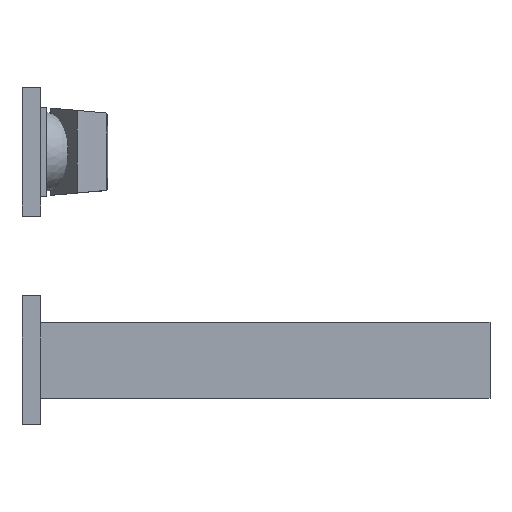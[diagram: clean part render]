
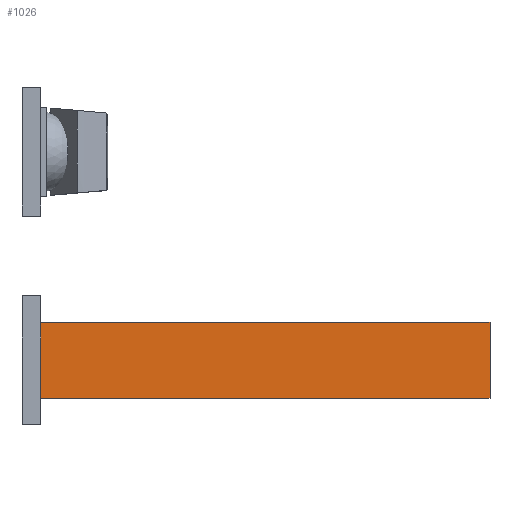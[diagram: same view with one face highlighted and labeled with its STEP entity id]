
A CAD part, top view. The second image highlights one B-rep face of the part: STEP entity #1026.
In plain terms, the highlighted planar face has unit normal (0, 0, 1).
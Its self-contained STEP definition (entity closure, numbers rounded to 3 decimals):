
#211=ORIENTED_EDGE('',*,*,#474,.T.);
#212=ORIENTED_EDGE('',*,*,#467,.T.);
#213=ORIENTED_EDGE('',*,*,#471,.T.);
#214=ORIENTED_EDGE('',*,*,#475,.T.);
#467=EDGE_CURVE('',#612,#613,#719,.T.);
#471=EDGE_CURVE('',#613,#616,#723,.T.);
#474=EDGE_CURVE('',#618,#612,#726,.T.);
#475=EDGE_CURVE('',#616,#618,#727,.T.);
#612=VERTEX_POINT('',#1517);
#613=VERTEX_POINT('',#1518);
#616=VERTEX_POINT('',#1526);
#618=VERTEX_POINT('',#1532);
#719=LINE('',#1516,#793);
#723=LINE('',#1525,#797);
#726=LINE('',#1531,#800);
#727=LINE('',#1533,#801);
#793=VECTOR('',#1271,1000.);
#797=VECTOR('',#1277,1000.);
#800=VECTOR('',#1282,1000.);
#801=VECTOR('',#1283,1000.);
#857=EDGE_LOOP('',(#211,#212,#213,#214));
#926=FACE_BOUND('',#857,.T.);
#995=PLANE('',#1148);
#1026=ADVANCED_FACE('',(#926),#995,.T.);
#1148=AXIS2_PLACEMENT_3D('',#1530,#1280,#1281);
#1271=DIRECTION('',(0.,1.,0.));
#1277=DIRECTION('',(-1.,0.,0.));
#1280=DIRECTION('',(0.,0.,1.));
#1281=DIRECTION('',(0.,1.,0.));
#1282=DIRECTION('',(1.,0.,0.));
#1283=DIRECTION('',(0.,-1.,0.));
#1516=CARTESIAN_POINT('',(319.855,-129.5,9.5));
#1517=CARTESIAN_POINT('',(319.855,-130.,9.5));
#1518=CARTESIAN_POINT('',(319.855,-90.,9.5));
#1525=CARTESIAN_POINT('',(259.355,-90.,9.5));
#1526=CARTESIAN_POINT('',(83.,-90.,9.5));
#1530=CARTESIAN_POINT('',(259.355,-129.5,9.5));
#1531=CARTESIAN_POINT('',(259.355,-130.,9.5));
#1532=CARTESIAN_POINT('',(83.,-130.,9.5));
#1533=CARTESIAN_POINT('',(83.,-110.,9.5));
